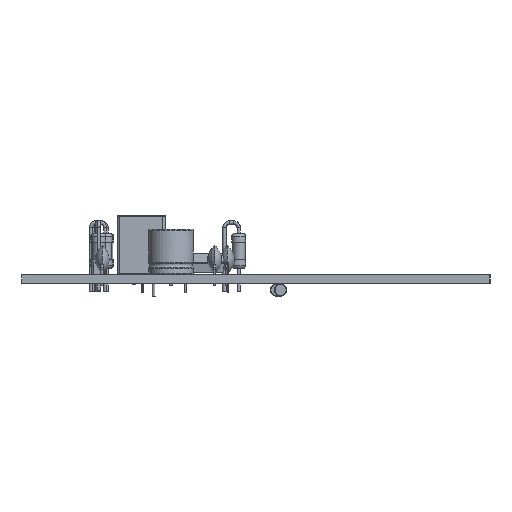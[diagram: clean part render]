
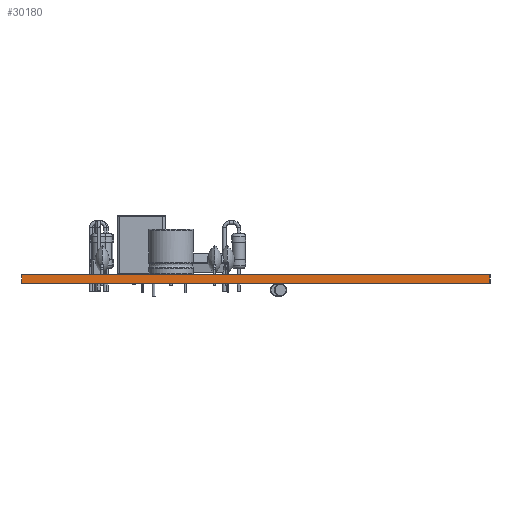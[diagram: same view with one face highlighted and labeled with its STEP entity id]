
A CAD part, left-side view. The second image highlights one B-rep face of the part: STEP entity #30180.
In plain terms, the highlighted planar face has unit normal (-1, 0, 0).
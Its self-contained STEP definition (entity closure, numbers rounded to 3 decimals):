
#30124 = VERTEX_POINT('',#30125);
#30125 = CARTESIAN_POINT('',(101.175,-138.995,1.6));
#30131 = EDGE_CURVE('',#30132,#30124,#30134,.T.);
#30132 = VERTEX_POINT('',#30133);
#30133 = CARTESIAN_POINT('',(101.175,-138.995,0.));
#30134 = LINE('',#30135,#30136);
#30135 = CARTESIAN_POINT('',(101.175,-138.995,0.));
#30136 = VECTOR('',#30137,1.);
#30137 = DIRECTION('',(0.,0.,1.));
#30180 = ADVANCED_FACE('',(#30181),#30206,.T.);
#30181 = FACE_BOUND('',#30182,.T.);
#30182 = EDGE_LOOP('',(#30183,#30184,#30192,#30200));
#30183 = ORIENTED_EDGE('',*,*,#30131,.T.);
#30184 = ORIENTED_EDGE('',*,*,#30185,.T.);
#30185 = EDGE_CURVE('',#30124,#30186,#30188,.T.);
#30186 = VERTEX_POINT('',#30187);
#30187 = CARTESIAN_POINT('',(101.175,-55.745,1.6));
#30188 = LINE('',#30189,#30190);
#30189 = CARTESIAN_POINT('',(101.175,-138.995,1.6));
#30190 = VECTOR('',#30191,1.);
#30191 = DIRECTION('',(0.,1.,0.));
#30192 = ORIENTED_EDGE('',*,*,#30193,.F.);
#30193 = EDGE_CURVE('',#30194,#30186,#30196,.T.);
#30194 = VERTEX_POINT('',#30195);
#30195 = CARTESIAN_POINT('',(101.175,-55.745,0.));
#30196 = LINE('',#30197,#30198);
#30197 = CARTESIAN_POINT('',(101.175,-55.745,0.));
#30198 = VECTOR('',#30199,1.);
#30199 = DIRECTION('',(0.,0.,1.));
#30200 = ORIENTED_EDGE('',*,*,#30201,.F.);
#30201 = EDGE_CURVE('',#30132,#30194,#30202,.T.);
#30202 = LINE('',#30203,#30204);
#30203 = CARTESIAN_POINT('',(101.175,-138.995,0.));
#30204 = VECTOR('',#30205,1.);
#30205 = DIRECTION('',(0.,1.,0.));
#30206 = PLANE('',#30207);
#30207 = AXIS2_PLACEMENT_3D('',#30208,#30209,#30210);
#30208 = CARTESIAN_POINT('',(101.175,-138.995,0.));
#30209 = DIRECTION('',(-1.,0.,0.));
#30210 = DIRECTION('',(0.,1.,0.));
